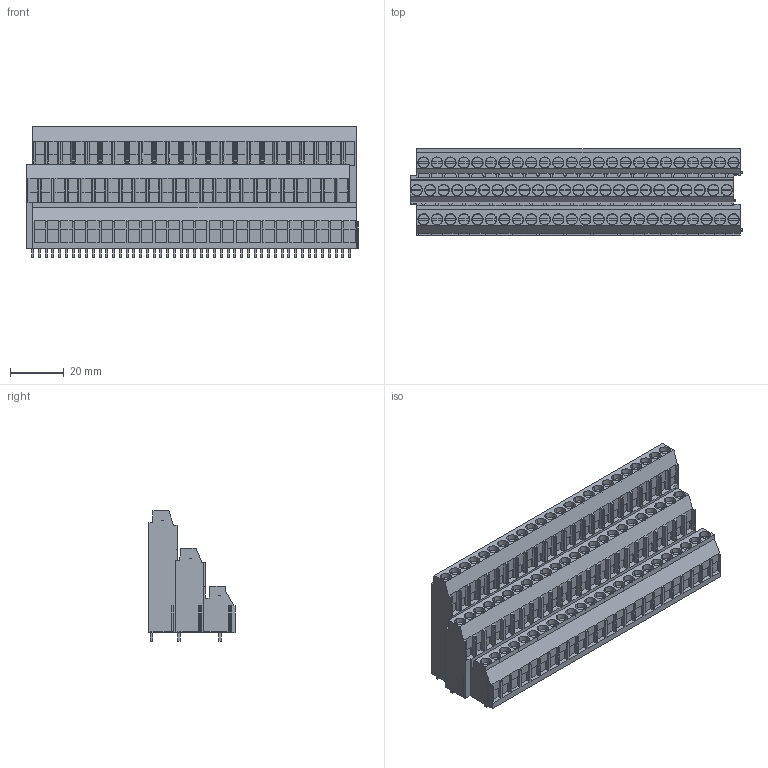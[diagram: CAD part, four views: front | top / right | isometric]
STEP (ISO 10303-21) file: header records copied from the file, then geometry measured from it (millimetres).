
FILE_DESCRIPTION(('CATIA V5 STEP','CAx-IF Rec.Pracs.--- Model Styling and Organization---1.4--- 2014-01-23'),'2;1');
FILE_NAME ('D1461024_1', '2024-03-19T08:33:04+00:00', ('none'), ('Weidmueller'), 'CATIA Version 5-6 Release 2016 SP3 HF44', 'CATIA V5 STEP AP214', 'none');
FILE_SCHEMA(('AUTOMOTIVE_DESIGN { 1 0 10303 214 1 1 1 1 }'));
Length unit declared in the file: millimetre
Products named in the file (1): 1979050000
Bounding box: 123.15 x 32 x 48.47 mm (x, y, z)
Volume: 104485.1 mm3; surface area: 32103.3 mm2
Topology: 145 solids, 145 shells, 2001 faces, 5101 edges, 3463 vertices
Faces by surface type: plane 1621, cylinder 333, extrusion 47
Entity records: 55043 total; most frequent: CARTESIAN_POINT 12127, ORIENTED_EDGE 10202, DIRECTION 6166, EDGE_CURVE 5101, VECTOR 3885, LINE 3838, VERTEX_POINT 3463, EDGE_LOOP 2074
